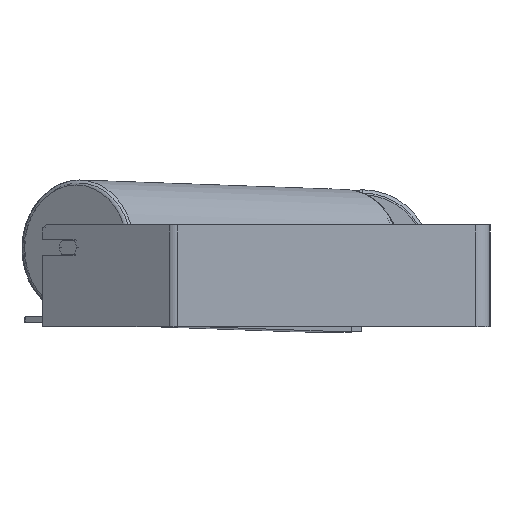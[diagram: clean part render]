
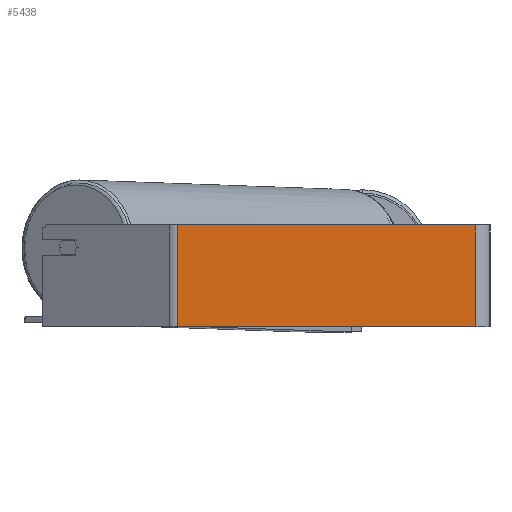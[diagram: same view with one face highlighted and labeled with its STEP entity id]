
A CAD part, left-side view. The second image highlights one B-rep face of the part: STEP entity #5438.
In plain terms, the highlighted planar face has unit normal (-1, 0, 0).
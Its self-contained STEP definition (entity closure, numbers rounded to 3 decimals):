
#43 = LINE ( 'NONE', #3474, #8406 ) ;
#106 = LINE ( 'NONE', #946, #2365 ) ;
#638 = CARTESIAN_POINT ( 'NONE',  ( -745., 14., 50. ) ) ;
#946 = CARTESIAN_POINT ( 'NONE',  ( -745., 14., 50. ) ) ;
#1094 = EDGE_CURVE ( 'NONE', #3643, #8547, #2715, .T. ) ;
#2255 = DIRECTION ( 'NONE',  ( 0., -1., 0. ) ) ;
#2324 = ORIENTED_EDGE ( 'NONE', *, *, #1094, .T. ) ;
#2365 = VECTOR ( 'NONE', #5890, 1000. ) ;
#2378 = VECTOR ( 'NONE', #2255, 1000. ) ;
#2454 = DIRECTION ( 'NONE',  ( 1., 0., 0. ) ) ;
#2715 = LINE ( 'NONE', #3158, #4355 ) ;
#3158 = CARTESIAN_POINT ( 'NONE',  ( -745., 311.359, -50. ) ) ;
#3474 = CARTESIAN_POINT ( 'NONE',  ( -745., 306.945, 50. ) ) ;
#3643 = VERTEX_POINT ( 'NONE', #5136 ) ;
#4355 = VECTOR ( 'NONE', #5603, 1000. ) ;
#5136 = CARTESIAN_POINT ( 'NONE',  ( -745., 306.945, -50. ) ) ;
#5279 = ORIENTED_EDGE ( 'NONE', *, *, #6692, .T. ) ;
#5336 = LINE ( 'NONE', #8889, #2378 ) ;
#5438 = ADVANCED_FACE ( 'NONE', ( #8987 ), #9043, .F. ) ;
#5580 = ORIENTED_EDGE ( 'NONE', *, *, #9371, .F. ) ;
#5603 = DIRECTION ( 'NONE',  ( 0., -1., 0. ) ) ;
#5890 = DIRECTION ( 'NONE',  ( 0., 0., -1. ) ) ;
#6367 = EDGE_LOOP ( 'NONE', ( #2324, #5580, #8674, #5279 ) ) ;
#6692 = EDGE_CURVE ( 'NONE', #7991, #3643, #43, .T. ) ;
#7034 = AXIS2_PLACEMENT_3D ( 'NONE', #8942, #2454, #8236 ) ;
#7141 = CARTESIAN_POINT ( 'NONE',  ( -745., 14., -50. ) ) ;
#7553 = CARTESIAN_POINT ( 'NONE',  ( -745., 306.945, 50. ) ) ;
#7659 = VERTEX_POINT ( 'NONE', #638 ) ;
#7991 = VERTEX_POINT ( 'NONE', #7553 ) ;
#8236 = DIRECTION ( 'NONE',  ( 0., 0., -1. ) ) ;
#8406 = VECTOR ( 'NONE', #8586, 1000. ) ;
#8547 = VERTEX_POINT ( 'NONE', #7141 ) ;
#8549 = EDGE_CURVE ( 'NONE', #7991, #7659, #5336, .T. ) ;
#8586 = DIRECTION ( 'NONE',  ( 0., 0., -1. ) ) ;
#8674 = ORIENTED_EDGE ( 'NONE', *, *, #8549, .F. ) ;
#8889 = CARTESIAN_POINT ( 'NONE',  ( -745., 311.359, 50. ) ) ;
#8942 = CARTESIAN_POINT ( 'NONE',  ( -745., 311.359, 50. ) ) ;
#8987 = FACE_OUTER_BOUND ( 'NONE', #6367, .T. ) ;
#9043 = PLANE ( 'NONE',  #7034 ) ;
#9371 = EDGE_CURVE ( 'NONE', #7659, #8547, #106, .T. ) ;
